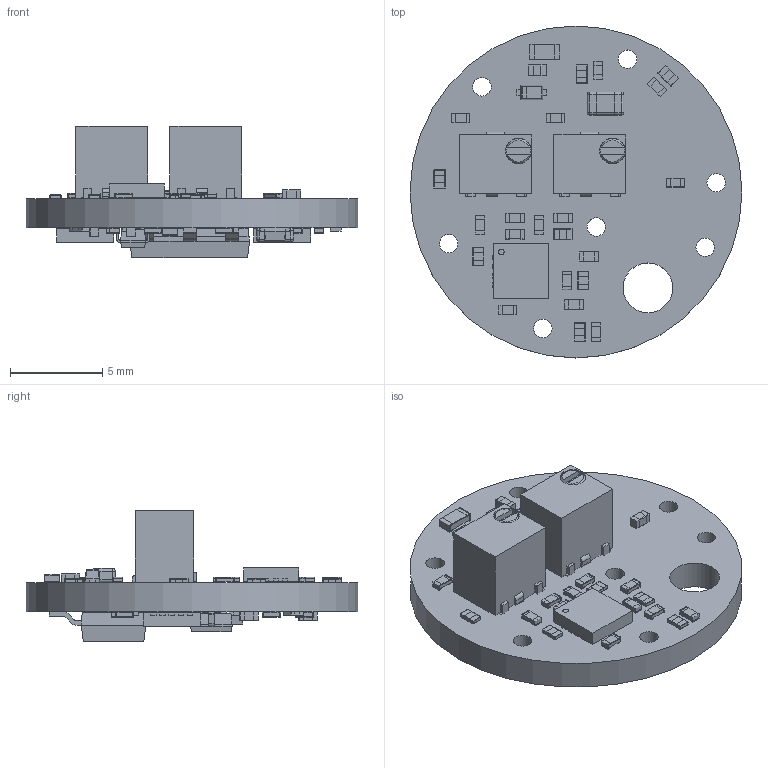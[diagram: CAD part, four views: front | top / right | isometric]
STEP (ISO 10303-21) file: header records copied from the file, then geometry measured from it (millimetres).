
FILE_DESCRIPTION(('Open CASCADE Model'),'2;1');
FILE_NAME('Open CASCADE Shape Model','2024-07-22T15:20:46',('Author'),( 'Open CASCADE'),'Open CASCADE STEP processor 7.5','Open CASCADE 7.5' ,'Unknown');
FILE_SCHEMA(('AUTOMOTIVE_DESIGN { 1 0 10303 214 1 1 1 1 }'));
Length unit declared in the file: millimetre
Products named in the file (95): PCB; Board; Open CASCADE STEP translator 7.5 1.1.1; R25; RES0402; R24; R23; R22; R21; R19; R18; D2; SOD-523F; R20; C15; CAP0402; C10; C1; C2; C3; C4; C5; CAP0805; C6; C7; R1; R2; R3; R4; R5; R6; RES0603; R7; R8; R9; R10; T1; SOT323_SC70; User Library-SC-70_body_TSSOP-6_SC70_1; User Library-SC-70_pin_TSSOP_tssop6_1 ...
Assembly tree (137 placements, depth 4):
  PCB
    Board
      Open CASCADE STEP translator 7.5 1.1.1
    R25
      RES0402
    R24
      RES0402
    R23
      RES0402
    R22
      RES0402
    R21
      RES0402
    R19
      RES0402
    R18
      RES0402
    D2
      SOD-523F
    R20
      RES0402
    C15
      CAP0402
    C10
      CAP0402
    C1
      CAP0402
    C2
      CAP0402
    C3
      CAP0402
    C4
      CAP0402
    C5
      CAP0805
    C6
      CAP0402
    C7
      CAP0805
    R1
      RES0402
    R2
      RES0402
    R3
      RES0402
    R4
      RES0402
    R5
      RES0402
    R6
      RES0603
    R7
      RES0402
    R8
      RES0402
    R9
      RES0402
    R10
      RES0402
    T1
Bounding box: 18 x 18 x 7.14 mm (x, y, z)
Volume: 551.2 mm3; surface area: 1215.7 mm2
Topology: 157 solids, 263 shells, 2985 faces, 7542 edges, 4858 vertices
Faces by surface type: plane 2042, bspline 648, cylinder 249, sphere 32, cone 12, extrusion 2
Full cylindrical faces by diameter (mm): 1 x7, 2.7 x1, 18 x1
Entity records: 40234 total; most frequent: CARTESIAN_POINT 8293, ORIENTED_EDGE 5772, DIRECTION 5296, EDGE_CURVE 2974, VECTOR 2350, LINE 2349, VERTEX_POINT 1993, AXIS2_PLACEMENT_3D 1473
